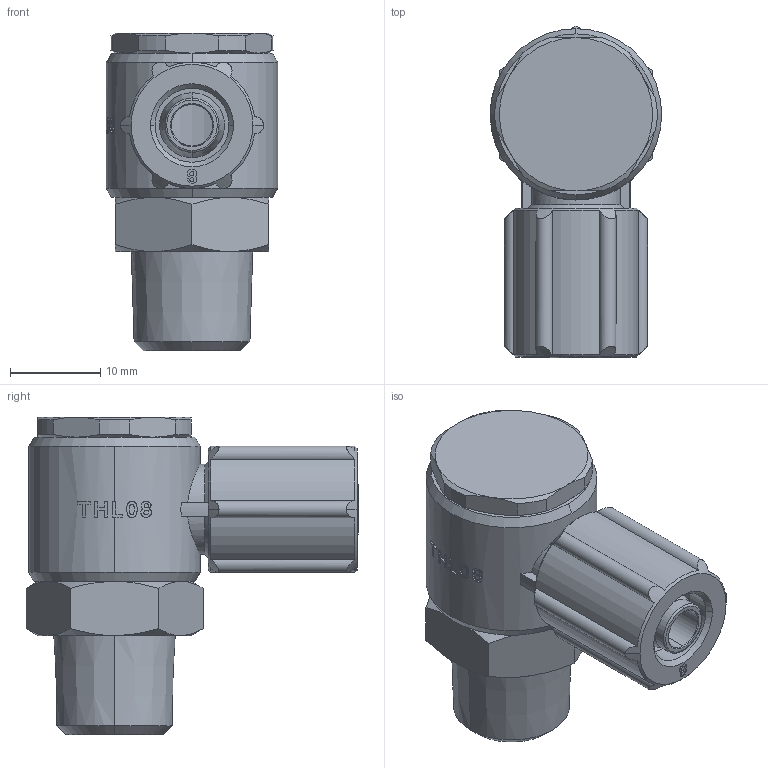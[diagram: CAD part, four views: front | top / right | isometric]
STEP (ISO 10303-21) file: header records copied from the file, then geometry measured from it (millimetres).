
FILE_DESCRIPTION((''),'2;1');
FILE_NAME('THL0802D1-mdt.stp','2017-07-21T12:00:01',(''),(''),'Mechanical Desktop 2009','Mechanical Desktop 2009',', , ');
FILE_SCHEMA(('CONFIG_CONTROL_DESIGN'));
Length unit declared in the file: millimetre
Products named in the file (3): THL0802D1-MDTA; THL0802D1-MDT; PHP
Assembly tree (2 placements, depth 2):
  THL0802D1-MDTA
    THL0802D1-MDT
    PHP
Bounding box: 19 x 36.81 x 35.2 mm (x, y, z)
Volume: 7518 mm3; surface area: 6786.5 mm2
Topology: 1 solids, 2 shells, 386 faces, 1034 edges, 660 vertices
Faces by surface type: plane 238, cylinder 72, cone 66, torus 8, bspline 2
Entity records: 12912 total; most frequent: CARTESIAN_POINT 2974, DIRECTION 2148, ORIENTED_EDGE 2068, EDGE_CURVE 1034, AXIS2_PLACEMENT_3D 823, VERTEX_POINT 660, VECTOR 502, LINE 502
